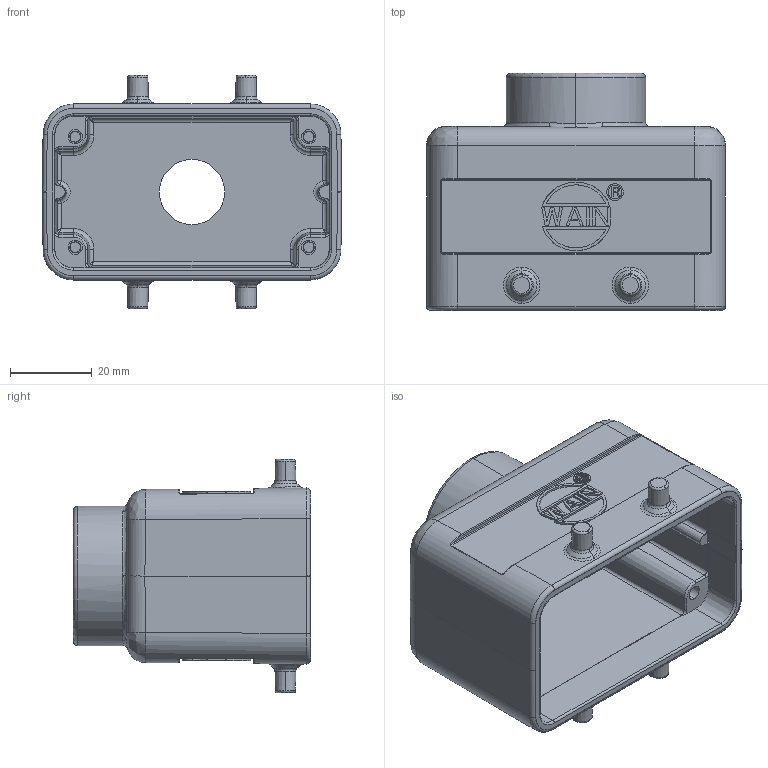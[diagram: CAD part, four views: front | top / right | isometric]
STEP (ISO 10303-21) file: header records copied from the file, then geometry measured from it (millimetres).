
FILE_DESCRIPTION((''),'2;1');
FILE_NAME('H10B-TE','2019-07-23T',('lian.chen'),(''),'PRO/ENGINEER BY PARAMETRIC TECHNOLOGY CORPORATION, 2012480','PRO/ENGINEER BY PARAMETRIC TECHNOLOGY CORPORATION, 2012480','');
FILE_SCHEMA(('CONFIG_CONTROL_DESIGN'));
Length unit declared in the file: millimetre
Products named in the file (1): H10B-TE
Bounding box: 73 x 58 x 57 mm (x, y, z)
Volume: 48286.7 mm3; surface area: 26678 mm2
Topology: 1 solids, 1 shells, 466 faces, 1125 edges, 701 vertices
Faces by surface type: plane 234, cylinder 84, bspline 68, cone 36, torus 32, extrusion 8, sphere 4
Entity records: 18697 total; most frequent: CARTESIAN_POINT 8329, ORIENTED_EDGE 2250, DIRECTION 1896, EDGE_CURVE 1125, VERTEX_POINT 701, VECTOR 674, LINE 666, AXIS2_PLACEMENT_3D 611
